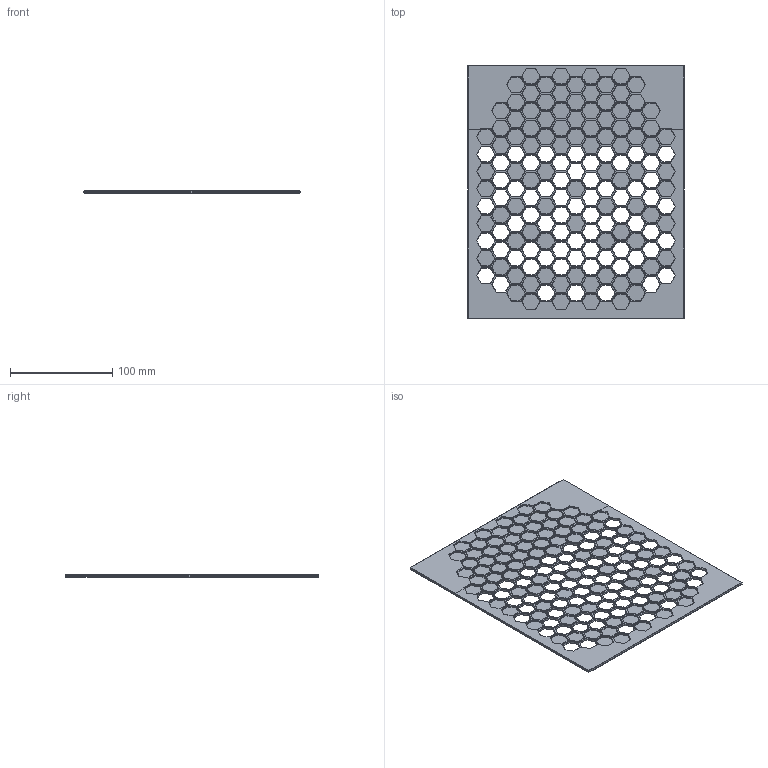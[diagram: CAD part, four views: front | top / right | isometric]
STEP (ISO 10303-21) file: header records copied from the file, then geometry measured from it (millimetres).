
FILE_DESCRIPTION(/* description */ (''),/* implementation_level */ '2;1');
FILE_NAME(/* name */ 'V0_1_Back_Panel_v7.step',/* time_stamp */ '2022-07-01T08:33:34-07:00',/* author */ (''),/* organization */ (''),/* preprocessor_version */ 'ST-DEVELOPER v19',/* originating_system */ 'Autodesk Translation Framework v11.7.0.108',/* authorisation */ '');
FILE_SCHEMA (('AUTOMOTIVE_DESIGN { 1 0 10303 214 3 1 1 }'));
Products named in the file (1): Back Panel
Bounding box: 212 x 248 x 2.5 mm (x, y, z)
Volume: 69972.7 mm3; surface area: 95101.2 mm2
Topology: 2 solids, 2 shells, 2571 faces, 5980 edges, 3506 vertices
Faces by surface type: plane 2571
Entity records: 69942 total; most frequent: CARTESIAN_POINT 12058, ORIENTED_EDGE 11960, DIRECTION 11124, LINE 5980, VECTOR 5980, EDGE_CURVE 5980, VERTEX_POINT 3506, EDGE_LOOP 2800
